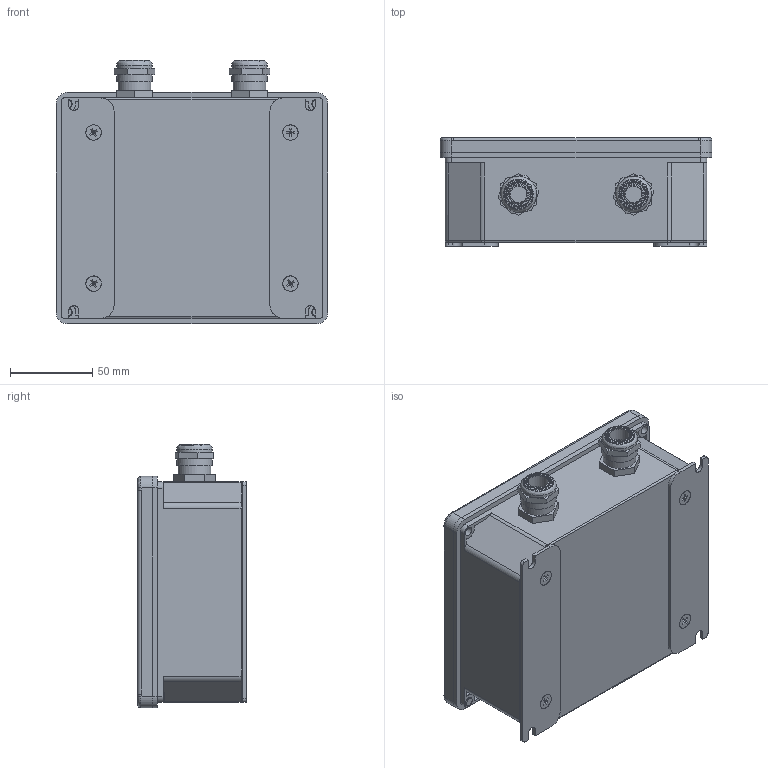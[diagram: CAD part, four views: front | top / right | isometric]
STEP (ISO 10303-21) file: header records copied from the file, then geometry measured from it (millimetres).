
FILE_DESCRIPTION (( 'STEP AP214' ), '1' );
FILE_NAME ('JB12_21 Junction Box.STEP', '2021-10-12T09:29:44', ( '' ), ( '' ), 'SwSTEP 2.0', 'SolidWorks 2020', '' );
FILE_SCHEMA (( 'AUTOMOTIVE_DESIGN' ));
Length unit declared in the file: millimetre
Products named in the file (16): JB12_21 Junction Box; countersunk flat head cross recess screw_din_PreviewCfg; ZZL-01020_Housing; ZZL-01020_Cover; Pakning- nippel; M20 Cable gland nut; Hylse- nippel; Klemme- nippel; Nippel PG13,5_2; pan head cross recess screw_din_ISO 7045 - M3 x 6 - Z --- 6N; countersunk flat head cross recess screw_din_ISO 7046-1 - M5 x 16 - Z --- 16N; Nippel PG13,5; spring lock washer 2_din_DIN 6905-3.2-FSt; Kon- nippel; Mutter-nippel
Assembly tree (29 placements, depth 3):
  JB12_21 Junction Box
    ZZL-01020_Housing
    spring lock washer 2_din_DIN 6905-3.2-FSt  x2
    pan head cross recess screw_din_ISO 7045 - M3 x 6 - Z --- 6N  x2
    Nippel PG13,5
      Hylse- nippel
      Klemme- nippel
      Mutter-nippel
      Pakning- nippel
      Kon- nippel
    Nippel PG13,5_2
      Hylse- nippel
      Klemme- nippel
      Mutter-nippel
      Pakning- nippel
      Kon- nippel
    M20 Cable gland nut  x2
    ZZL-01020_Cover
      ZZL-01020_Cover
    countersunk flat head cross recess screw_din_PreviewCfg  x7
    countersunk flat head cross recess screw_din_ISO 7046-1 - M5 x 16 - Z --- 16N
Bounding box: 165.5 x 66.1 x 160.6 mm (x, y, z)
Volume: 269046.7 mm3; surface area: 203448.5 mm2
Topology: 26 solids, 26 shells, 1244 faces, 3028 edges, 1873 vertices
Faces by surface type: plane 655, cylinder 252, bspline 192, cone 145
Full cylindrical faces by diameter (mm): 3 x2, 4.5 x4, 5 x8, 5.5 x15, 5.6 x2, 7 x4, 9 x7, 9.3 x8, 10 x2, 12.3 x4, 13.4 x2, 13.5 x2, 14.7 x4, 16 x2, 16.7 x2, 16.8 x2, 17.3 x2, 17.6 x2, 18.6 x2, 18.8 x2, 20 x10, 21.8 x4
Entity records: 39175 total; most frequent: CARTESIAN_POINT 12968, ORIENTED_EDGE 3522, DIRECTION 3364, EDGE_CURVE 1761, AXIS2_PLACEMENT_3D 1271, VERTEX_POINT 1149, EDGE_LOOP 960, FACE_OUTER_BOUND 868
